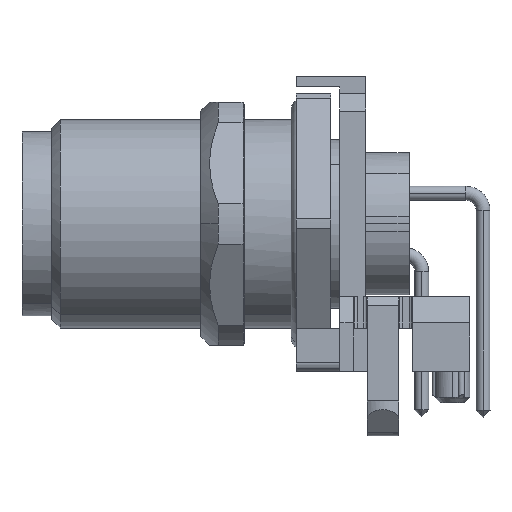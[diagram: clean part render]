
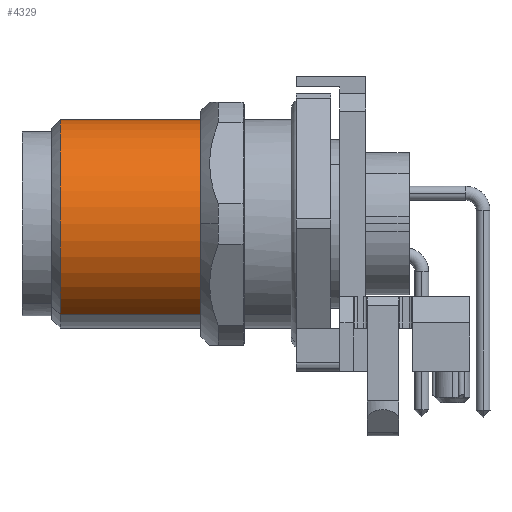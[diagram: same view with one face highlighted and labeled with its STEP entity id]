
A CAD part, left-side view. The second image highlights one B-rep face of the part: STEP entity #4329.
In plain terms, the highlighted cylindrical face has radius 6 mm (diameter 12 mm), a partial arc.
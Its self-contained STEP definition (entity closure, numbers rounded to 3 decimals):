
#4304=AXIS2_PLACEMENT_3D('Cylinder Axis2P3D',#4301,#4302,#4303) ;
#4057=CARTESIAN_POINT('Vertex',(6.5,24.76,7.004)) ;
#4064=CARTESIAN_POINT('Vertex',(12.5,24.76,17.396)) ;
#4085=CARTESIAN_POINT('Control Point',(12.5,24.76,17.396)) ;
#4086=CARTESIAN_POINT('Control Point',(11.684,24.76,17.867)) ;
#4087=CARTESIAN_POINT('Control Point',(10.775,24.76,18.178)) ;
#4088=CARTESIAN_POINT('Control Point',(9.816,24.76,18.305)) ;
#4089=CARTESIAN_POINT('Control Point',(7.899,24.76,18.174)) ;
#4090=CARTESIAN_POINT('Control Point',(6.174,24.76,17.329)) ;
#4091=CARTESIAN_POINT('Control Point',(5.407,24.76,16.74)) ;
#4092=CARTESIAN_POINT('Control Point',(4.144,24.76,15.293)) ;
#4093=CARTESIAN_POINT('Control Point',(3.522,24.76,13.475)) ;
#4094=CARTESIAN_POINT('Control Point',(3.395,24.76,12.516)) ;
#4095=CARTESIAN_POINT('Control Point',(3.526,24.76,10.599)) ;
#4096=CARTESIAN_POINT('Control Point',(4.371,24.76,8.874)) ;
#4097=CARTESIAN_POINT('Control Point',(4.96,24.76,8.107)) ;
#4098=CARTESIAN_POINT('Control Point',(5.684,24.76,7.475)) ;
#4099=CARTESIAN_POINT('Control Point',(6.5,24.76,7.004)) ;
#4275=CARTESIAN_POINT('Line Origine',(12.5,18.21,17.396)) ;
#4279=CARTESIAN_POINT('Vertex',(12.5,16.66,17.396)) ;
#4286=CARTESIAN_POINT('Vertex',(6.5,16.66,7.004)) ;
#4289=CARTESIAN_POINT('Line Origine',(6.5,18.21,7.004)) ;
#4301=CARTESIAN_POINT('Axis2P3D Location',(9.5,18.21,12.2)) ;
#4307=CARTESIAN_POINT('Control Point',(12.5,16.66,17.396)) ;
#4308=CARTESIAN_POINT('Control Point',(11.684,16.66,17.867)) ;
#4309=CARTESIAN_POINT('Control Point',(10.775,16.66,18.178)) ;
#4310=CARTESIAN_POINT('Control Point',(9.816,16.66,18.305)) ;
#4311=CARTESIAN_POINT('Control Point',(7.899,16.66,18.174)) ;
#4312=CARTESIAN_POINT('Control Point',(6.174,16.66,17.329)) ;
#4313=CARTESIAN_POINT('Control Point',(5.407,16.66,16.74)) ;
#4314=CARTESIAN_POINT('Control Point',(4.144,16.66,15.293)) ;
#4315=CARTESIAN_POINT('Control Point',(3.522,16.66,13.475)) ;
#4316=CARTESIAN_POINT('Control Point',(3.395,16.66,12.516)) ;
#4317=CARTESIAN_POINT('Control Point',(3.526,16.66,10.599)) ;
#4318=CARTESIAN_POINT('Control Point',(4.371,16.66,8.874)) ;
#4319=CARTESIAN_POINT('Control Point',(4.96,16.66,8.107)) ;
#4320=CARTESIAN_POINT('Control Point',(5.684,16.66,7.475)) ;
#4321=CARTESIAN_POINT('Control Point',(6.5,16.66,7.004)) ;
#4276=DIRECTION('Vector Direction',(0.,1.,0.)) ;
#4290=DIRECTION('Vector Direction',(0.,1.,0.)) ;
#4302=DIRECTION('Axis2P3D Direction',(0.,1.,0.)) ;
#4303=DIRECTION('Axis2P3D XDirection',(-0.5,0.,-0.866)) ;
#4277=VECTOR('Line Direction',#4276,1.) ;
#4291=VECTOR('Line Direction',#4290,1.) ;
#4324=ORIENTED_EDGE('',*,*,#4293,.F.) ;
#4325=ORIENTED_EDGE('',*,*,#4322,.F.) ;
#4326=ORIENTED_EDGE('',*,*,#4281,.F.) ;
#4327=ORIENTED_EDGE('',*,*,#4100,.F.) ;
#4329=ADVANCED_FACE('Hauptk\X2\00F6\X0\rper',(#4328),#4305,.T.) ;
#4084=B_SPLINE_CURVE_WITH_KNOTS('',5,(#4085,#4086,#4087,#4088,#4089,#4090,#4091,#4092,#4093,#4094,#4095,#4096,#4097,#4098,#4099),.UNSPECIFIED.,.F.,.U.,(6,3,3,3,6),(-157.08,-78.54,0.,78.54,157.08),.UNSPECIFIED.) ;
#4306=B_SPLINE_CURVE_WITH_KNOTS('',5,(#4307,#4308,#4309,#4310,#4311,#4312,#4313,#4314,#4315,#4316,#4317,#4318,#4319,#4320,#4321),.UNSPECIFIED.,.F.,.U.,(6,3,3,3,6),(-9.425,-4.712,0.,4.712,9.425),.UNSPECIFIED.) ;
#4305=CYLINDRICAL_SURFACE('generated cylinder',#4304,6.) ;
#4100=EDGE_CURVE('',#4058,#4065,#4084,.F.) ;
#4281=EDGE_CURVE('',#4065,#4280,#4278,.F.) ;
#4293=EDGE_CURVE('',#4287,#4058,#4292,.T.) ;
#4322=EDGE_CURVE('',#4280,#4287,#4306,.T.) ;
#4323=EDGE_LOOP('',(#4324,#4325,#4326,#4327)) ;
#4328=FACE_OUTER_BOUND('',#4323,.T.) ;
#4278=LINE('Line',#4275,#4277) ;
#4292=LINE('Line',#4289,#4291) ;
#4058=VERTEX_POINT('',#4057) ;
#4065=VERTEX_POINT('',#4064) ;
#4280=VERTEX_POINT('',#4279) ;
#4287=VERTEX_POINT('',#4286) ;
